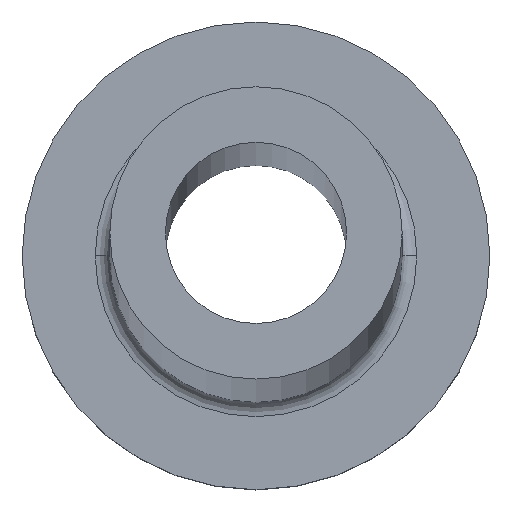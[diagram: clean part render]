
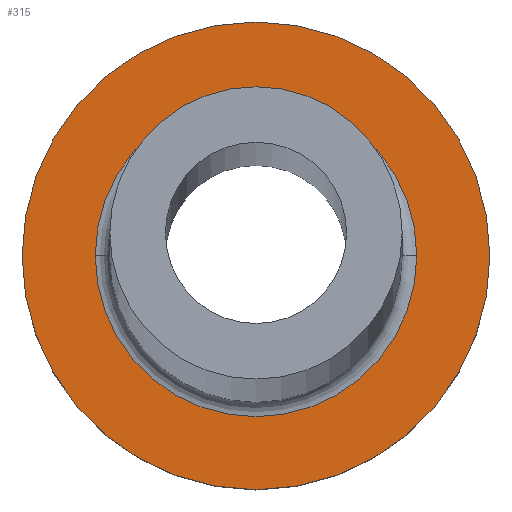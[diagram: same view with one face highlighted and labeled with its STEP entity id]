
A CAD part, top view. The second image highlights one B-rep face of the part: STEP entity #315.
In plain terms, the highlighted planar face has unit normal (0, 0, 1).
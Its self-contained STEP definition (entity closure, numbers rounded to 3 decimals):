
#9 = VERTEX_POINT ( 'NONE', #15 ) ;
#15 = CARTESIAN_POINT ( 'NONE',  ( -8., 0., 5. ) ) ;
#18 = CARTESIAN_POINT ( 'NONE',  ( 0., 0., 5. ) ) ;
#23 = CIRCLE ( 'NONE', #362, 5.5 ) ;
#34 = EDGE_CURVE ( 'NONE', #90, #187, #23, .T. ) ;
#35 = DIRECTION ( 'NONE',  ( 0., 0., 1. ) ) ;
#39 = CARTESIAN_POINT ( 'NONE',  ( 8., 0., 5. ) ) ;
#54 = CARTESIAN_POINT ( 'NONE',  ( -5.5, 0., 5. ) ) ;
#57 = ORIENTED_EDGE ( 'NONE', *, *, #209, .T. ) ;
#61 = CIRCLE ( 'NONE', #283, 8. ) ;
#68 = CARTESIAN_POINT ( 'NONE',  ( 5.5, 0., 5. ) ) ;
#90 = VERTEX_POINT ( 'NONE', #68 ) ;
#92 = DIRECTION ( 'NONE',  ( 1., 0., 0. ) ) ;
#103 = EDGE_CURVE ( 'NONE', #187, #90, #304, .T. ) ;
#107 = AXIS2_PLACEMENT_3D ( 'NONE', #334, #164, #92 ) ;
#126 = DIRECTION ( 'NONE',  ( 1., 0., 0. ) ) ;
#150 = CARTESIAN_POINT ( 'NONE',  ( 0., 0., 5. ) ) ;
#164 = DIRECTION ( 'NONE',  ( 0., 0., 1. ) ) ;
#165 = DIRECTION ( 'NONE',  ( 1., 0., 0. ) ) ;
#167 = CARTESIAN_POINT ( 'NONE',  ( 0., 0., 5. ) ) ;
#187 = VERTEX_POINT ( 'NONE', #54 ) ;
#189 = DIRECTION ( 'NONE',  ( 0., 0., -1. ) ) ;
#192 = DIRECTION ( 'NONE',  ( 0., 0., 1. ) ) ;
#209 = EDGE_CURVE ( 'NONE', #9, #272, #61, .T. ) ;
#213 = ORIENTED_EDGE ( 'NONE', *, *, #103, .T. ) ;
#265 = ORIENTED_EDGE ( 'NONE', *, *, #297, .T. ) ;
#266 = AXIS2_PLACEMENT_3D ( 'NONE', #18, #192, #126 ) ;
#269 = DIRECTION ( 'NONE',  ( 1., 0., 0. ) ) ;
#272 = VERTEX_POINT ( 'NONE', #39 ) ;
#276 = DIRECTION ( 'NONE',  ( 0., 0., -1. ) ) ;
#282 = FACE_OUTER_BOUND ( 'NONE', #317, .T. ) ;
#283 = AXIS2_PLACEMENT_3D ( 'NONE', #150, #35, #269 ) ;
#293 = ORIENTED_EDGE ( 'NONE', *, *, #34, .T. ) ;
#296 = EDGE_LOOP ( 'NONE', ( #293, #213 ) ) ;
#297 = EDGE_CURVE ( 'NONE', #272, #9, #305, .T. ) ;
#299 = DIRECTION ( 'NONE',  ( 1., 0., 0. ) ) ;
#300 = PLANE ( 'NONE',  #266 ) ;
#304 = CIRCLE ( 'NONE', #336, 5.5 ) ;
#305 = CIRCLE ( 'NONE', #107, 8. ) ;
#315 = ADVANCED_FACE ( 'NONE', ( #329, #282 ), #300, .T. ) ;
#317 = EDGE_LOOP ( 'NONE', ( #57, #265 ) ) ;
#329 = FACE_BOUND ( 'NONE', #296, .T. ) ;
#334 = CARTESIAN_POINT ( 'NONE',  ( 0., 0., 5. ) ) ;
#336 = AXIS2_PLACEMENT_3D ( 'NONE', #364, #189, #299 ) ;
#362 = AXIS2_PLACEMENT_3D ( 'NONE', #167, #276, #165 ) ;
#364 = CARTESIAN_POINT ( 'NONE',  ( 0., 0., 5. ) ) ;
